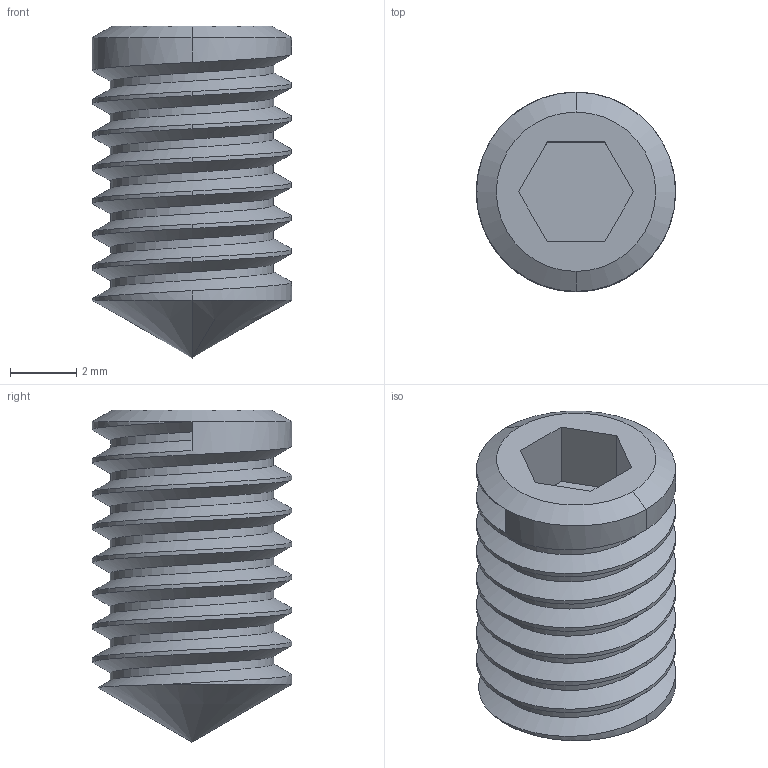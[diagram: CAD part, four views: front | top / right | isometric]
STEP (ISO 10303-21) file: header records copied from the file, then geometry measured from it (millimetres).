
FILE_DESCRIPTION (( 'STEP AP214' ), '1' );
FILE_NAME ('GrubScrew_M6x10.STEP', '2017-09-08T10:29:53', ( 'UTILISATEUR' ), ( 'Hewlett-Packard Company' ), 'SwSTEP 2.0', 'SolidWorks 2016', '' );
FILE_SCHEMA (( 'AUTOMOTIVE_DESIGN' ));
Length unit declared in the file: millimetre
Products named in the file (1): GrubScrew_M6x10
Bounding box: 6 x 6 x 10 mm (x, y, z)
Volume: 193 mm3; surface area: 297.5 mm2
Topology: 1 solids, 1 shells, 34 faces, 92 edges, 59 vertices
Faces by surface type: cylinder 17, plane 10, cone 4, bspline 3
Entity records: 2314 total; most frequent: CARTESIAN_POINT 1556, ORIENTED_EDGE 180, DIRECTION 118, EDGE_CURVE 90, VERTEX_POINT 59, LINE 44, VECTOR 44, AXIS2_PLACEMENT_3D 37
